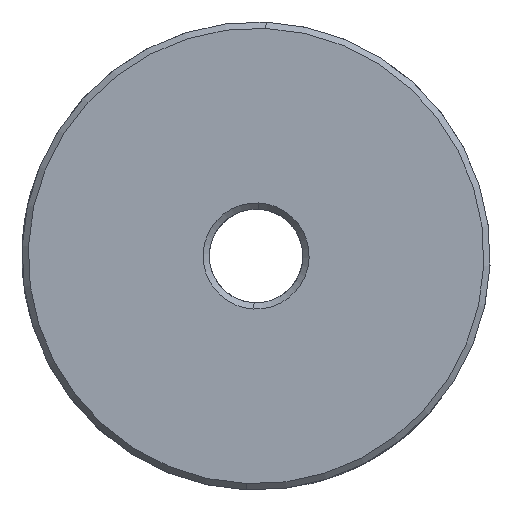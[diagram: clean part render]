
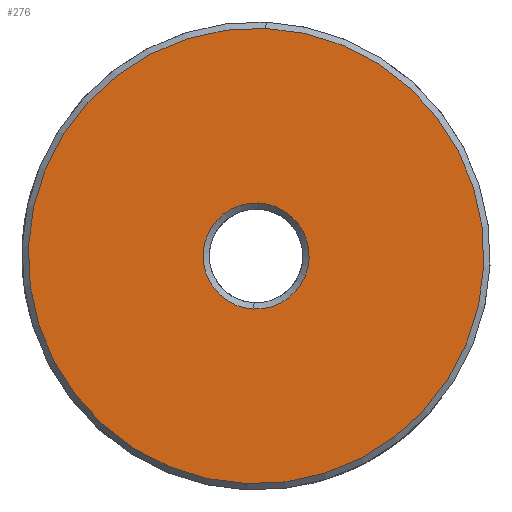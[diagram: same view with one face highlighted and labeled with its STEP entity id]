
A CAD part, left-side view. The second image highlights one B-rep face of the part: STEP entity #276.
In plain terms, the highlighted planar face has unit normal (-1, 0, 0).
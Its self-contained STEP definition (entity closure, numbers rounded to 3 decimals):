
#276=ADVANCED_FACE('',(#777,#778),#779,.F.);
#777=FACE_OUTER_BOUND('',#1729,.T.);
#778=FACE_BOUND('',#1730,.T.);
#779=PLANE('',#1731);
#1729=EDGE_LOOP('',(#3675,#3676));
#1730=EDGE_LOOP('',(#3677,#3678));
#1731=AXIS2_PLACEMENT_3D('',#3679,#3680,#3681);
#3675=ORIENTED_EDGE('',*,*,#4331,.F.);
#3676=ORIENTED_EDGE('',*,*,#4195,.F.);
#3677=ORIENTED_EDGE('',*,*,#4340,.F.);
#3678=ORIENTED_EDGE('',*,*,#4175,.F.);
#3679=CARTESIAN_POINT('',(-0.538,2.55,0.));
#3680=DIRECTION('',(1.0,0.0,0.0));
#3681=DIRECTION('',(0.0,0.0,-1.0));
#4175=EDGE_CURVE('',#5000,#5003,#5004,.T.);
#4195=EDGE_CURVE('',#5033,#5035,#5036,.T.);
#4331=EDGE_CURVE('',#5035,#5033,#5253,.T.);
#4340=EDGE_CURVE('',#5003,#5000,#5262,.T.);
#5000=VERTEX_POINT('',#6333);
#5003=VERTEX_POINT('',#6337);
#5004=CIRCLE('',#6338,1.7);
#5033=VERTEX_POINT('',#6435);
#5035=VERTEX_POINT('',#6438);
#5036=CIRCLE('',#6439,7.3);
#5253=CIRCLE('',#6671,7.3);
#5262=CIRCLE('',#6757,1.7);
#6333=CARTESIAN_POINT('',(-0.538,2.623,-1.698));
#6337=CARTESIAN_POINT('',(-0.538,2.477,1.698));
#6338=AXIS2_PLACEMENT_3D('',#7754,#7755,#7756);
#6435=CARTESIAN_POINT('',(-0.538,2.863,-7.293));
#6438=CARTESIAN_POINT('',(-0.538,2.237,7.293));
#6439=AXIS2_PLACEMENT_3D('',#7785,#7786,#7787);
#6671=AXIS2_PLACEMENT_3D('',#8163,#8164,#8165);
#6757=AXIS2_PLACEMENT_3D('',#8181,#8182,#8183);
#7754=CARTESIAN_POINT('',(-0.538,2.55,0.));
#7755=DIRECTION('',(-1.0,0.0,0.0));
#7756=DIRECTION('',(0.0,0.043,-0.999));
#7785=CARTESIAN_POINT('',(-0.538,2.55,0.));
#7786=DIRECTION('',(1.0,0.0,0.0));
#7787=DIRECTION('',(0.0,0.043,-0.999));
#8163=CARTESIAN_POINT('',(-0.538,2.55,0.));
#8164=DIRECTION('',(1.0,0.0,0.0));
#8165=DIRECTION('',(0.0,0.043,-0.999));
#8181=CARTESIAN_POINT('',(-0.538,2.55,0.));
#8182=DIRECTION('',(-1.0,0.0,0.0));
#8183=DIRECTION('',(0.0,0.043,-0.999));
